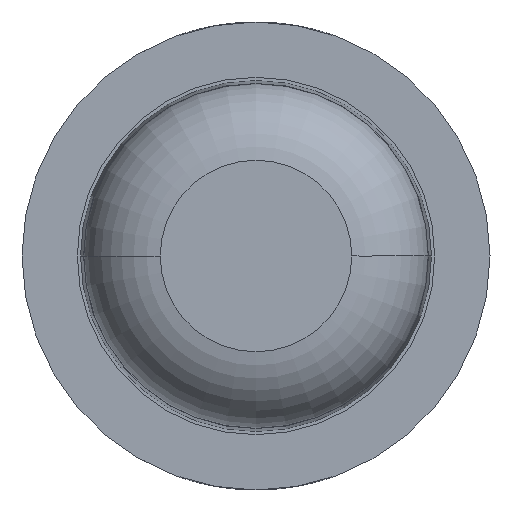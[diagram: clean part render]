
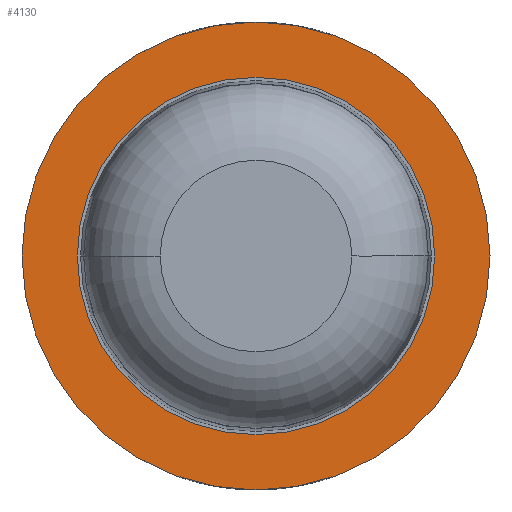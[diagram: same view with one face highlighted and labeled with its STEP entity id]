
A CAD part, front view. The second image highlights one B-rep face of the part: STEP entity #4130.
In plain terms, the highlighted planar face has unit normal (0, -1, 0).
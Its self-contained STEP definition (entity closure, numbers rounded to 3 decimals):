
#8 = EDGE_CURVE ( 'Defeature ausgef�hrt2_9+Defeature ausgef�hrt2_8+Defeature ausgef�hrt2_8+Defeature ausgef�hrt2_8', #4143, #3664, #1350, .T. ) ;
#24 = DIRECTION ( 'NONE',  ( 0., 1., 0. ) ) ;
#114 = DIRECTION ( 'NONE',  ( -1., 0., 0. ) ) ;
#189 = CIRCLE ( 'NONE', #232, 0.825 ) ;
#232 = AXIS2_PLACEMENT_3D ( 'NONE', #3193, #3879, #1842 ) ;
#256 = EDGE_CURVE ( 'Defeature ausgef�hrt2_9+Defeature ausgef�hrt2_8+Defeature ausgef�hrt2_8+Defeature ausgef�hrt2_8', #3664, #4143, #189, .T. ) ;
#270 = CARTESIAN_POINT ( 'NONE',  ( 1.1, -7., 0. ) ) ;
#580 = CARTESIAN_POINT ( 'NONE',  ( 0., -7., 0. ) ) ;
#597 = DIRECTION ( 'NONE',  ( -1., 0., 0. ) ) ;
#766 = PLANE ( 'NONE',  #1976 ) ;
#809 = ORIENTED_EDGE ( 'NONE', *, *, #1737, .F. ) ;
#882 = VERTEX_POINT ( 'NONE', #940 ) ;
#940 = CARTESIAN_POINT ( 'NONE',  ( -1.1, -7., 0. ) ) ;
#1002 = DIRECTION ( 'NONE',  ( -1., 0., 0. ) ) ;
#1179 = ORIENTED_EDGE ( 'NONE', *, *, #256, .T. ) ;
#1350 = CIRCLE ( 'NONE', #1765, 0.825 ) ;
#1676 = FACE_BOUND ( 'NONE', #2301, .T. ) ;
#1681 = EDGE_CURVE ( 'Defeature ausgef�hrt2_0+Defeature ausgef�hrt2_9+Defeature ausgef�hrt2_9+Defeature ausgef�hrt2_9', #882, #3831, #3223, .T. ) ;
#1737 = EDGE_CURVE ( 'Defeature ausgef�hrt2_0+Defeature ausgef�hrt2_9+Defeature ausgef�hrt2_9+Defeature ausgef�hrt2_9', #3831, #882, #2642, .T. ) ;
#1765 = AXIS2_PLACEMENT_3D ( 'NONE', #580, #2960, #3642 ) ;
#1842 = DIRECTION ( 'NONE',  ( -1., 0., 0. ) ) ;
#1936 = CARTESIAN_POINT ( 'NONE',  ( 0., -7., 0. ) ) ;
#1976 = AXIS2_PLACEMENT_3D ( 'NONE', #2453, #3495, #114 ) ;
#2291 = DIRECTION ( 'NONE',  ( 0., 1., 0. ) ) ;
#2301 = EDGE_LOOP ( 'NONE', ( #1179, #2440 ) ) ;
#2440 = ORIENTED_EDGE ( 'NONE', *, *, #8, .T. ) ;
#2453 = CARTESIAN_POINT ( 'NONE',  ( 1.1, -7., 0. ) ) ;
#2489 = AXIS2_PLACEMENT_3D ( 'NONE', #1936, #2291, #597 ) ;
#2496 = CARTESIAN_POINT ( 'NONE',  ( 0.825, -7., 0. ) ) ;
#2525 = CARTESIAN_POINT ( 'NONE',  ( -0.825, -7., 0. ) ) ;
#2642 = CIRCLE ( 'NONE', #3170, 1.1 ) ;
#2960 = DIRECTION ( 'NONE',  ( 0., 1., 0. ) ) ;
#3044 = CARTESIAN_POINT ( 'NONE',  ( 0., -7., 0. ) ) ;
#3170 = AXIS2_PLACEMENT_3D ( 'NONE', #3044, #24, #1002 ) ;
#3193 = CARTESIAN_POINT ( 'NONE',  ( 0., -7., 0. ) ) ;
#3223 = CIRCLE ( 'NONE', #2489, 1.1 ) ;
#3495 = DIRECTION ( 'NONE',  ( 0., 1., 0. ) ) ;
#3642 = DIRECTION ( 'NONE',  ( -1., 0., 0. ) ) ;
#3664 = VERTEX_POINT ( 'NONE', #2525 ) ;
#3775 = EDGE_LOOP ( 'NONE', ( #3970, #809 ) ) ;
#3831 = VERTEX_POINT ( 'NONE', #270 ) ;
#3879 = DIRECTION ( 'NONE',  ( 0., 1., 0. ) ) ;
#3970 = ORIENTED_EDGE ( 'NONE', *, *, #1681, .F. ) ;
#4130 = ADVANCED_FACE ( 'Defeature ausgef�hrt2_9', ( #4268, #1676 ), #766, .F. ) ;
#4143 = VERTEX_POINT ( 'NONE', #2496 ) ;
#4268 = FACE_OUTER_BOUND ( 'NONE', #3775, .T. ) ;
